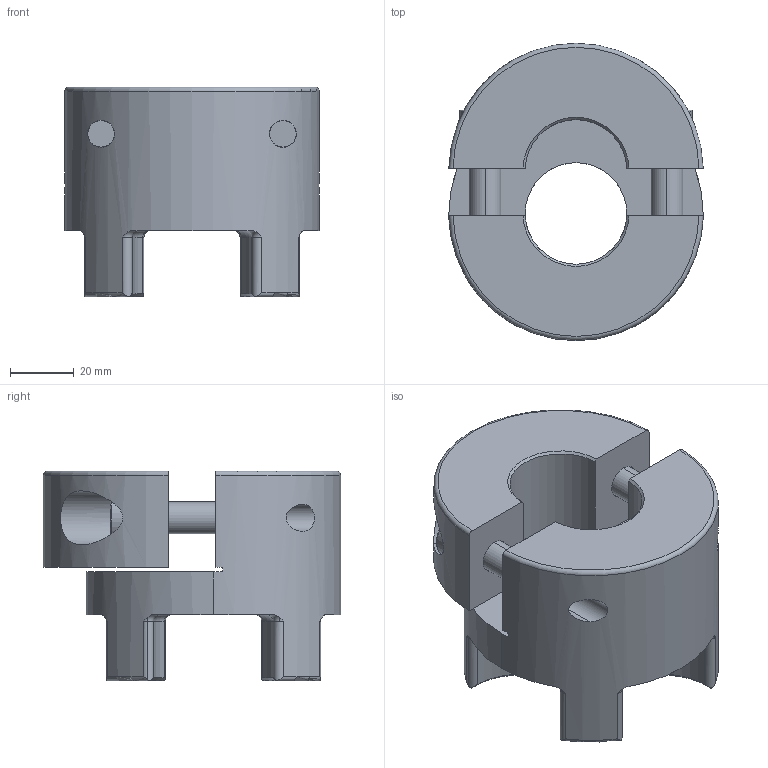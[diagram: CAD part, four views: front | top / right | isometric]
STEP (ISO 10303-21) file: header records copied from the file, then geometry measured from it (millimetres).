
FILE_DESCRIPTION (( 'STEP AP203' ), '1' );
FILE_NAME ('SJC-80CW.STEP', '2024-05-10T08:30:22', ( '' ), ( '' ), 'SwSTEP 2.0', 'SolidWorks 2024', '' );
FILE_SCHEMA (( 'CONFIG_CONTROL_DESIGN' ));
Length unit declared in the file: millimetre
Products named in the file (4): SJC-80CW; SJC-80CW-B_32; SJC-80CW-C_32; KS 1003 - M10 x 35 x 35-N_KS 1003 - M10 x 35 x 35-N
Assembly tree (4 placements, depth 2):
  SJC-80CW
    SJC-80CW-B_32
    SJC-80CW-C_32
    KS 1003 - M10 x 35 x 35-N_KS 1003 - M10 x 35 x 35-N  x2
Bounding box: 80 x 93.5 x 66 mm (x, y, z)
Volume: 192586.1 mm3; surface area: 44484.1 mm2
Topology: 4 solids, 4 shells, 217 faces, 543 edges, 332 vertices
Faces by surface type: cylinder 78, torus 54, plane 53, cone 32
Entity records: 6851 total; most frequent: CARTESIAN_POINT 1922, DIRECTION 984, ORIENTED_EDGE 938, EDGE_CURVE 469, AXIS2_PLACEMENT_3D 420, VERTEX_POINT 295, CIRCLE 227, EDGE_LOOP 202
